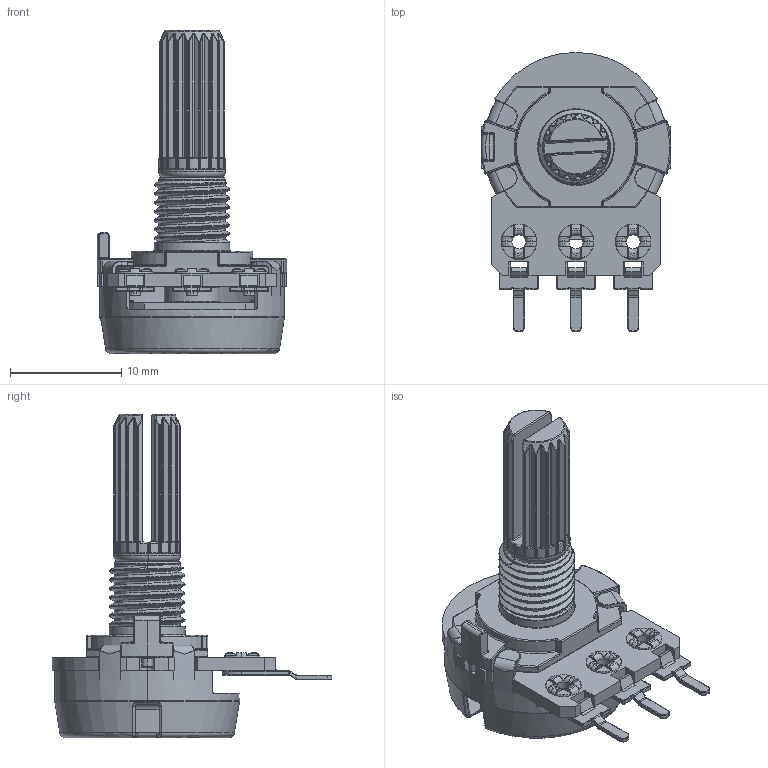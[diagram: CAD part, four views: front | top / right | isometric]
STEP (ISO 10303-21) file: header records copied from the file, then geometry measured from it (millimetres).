
FILE_DESCRIPTION (( 'STEP AP214' ), '1' );
FILE_NAME ('Assem1.STEP', '2015-12-26T05:20:20', ( '' ), ( '' ), 'SwSTEP 2.0', 'SolidWorks 2016', '' );
FILE_SCHEMA (( 'AUTOMOTIVE_DESIGN' ));
Length unit declared in the file: millimetre
Products named in the file (7): plastic base; pcb board; Assem1; base metal; pin; rotating rod metal; sheild metal
Assembly tree (8 placements, depth 2):
  Assem1
    pcb board
    base metal
    rotating rod metal
    pin  x3
    sheild metal
    plastic base
Bounding box: 17 x 25.05 x 29 mm (x, y, z)
Volume: 1479 mm3; surface area: 3655.3 mm2
Topology: 8 solids, 8 shells, 1619 faces, 3944 edges, 2271 vertices
Faces by surface type: cylinder 577, plane 342, torus 317, bspline 255, sphere 123, cone 5
Entity records: 50603 total; most frequent: CARTESIAN_POINT 21613, ORIENTED_EDGE 6132, DIRECTION 6085, EDGE_CURVE 3066, AXIS2_PLACEMENT_3D 2522, VERTEX_POINT 1795, CIRCLE 1405, EDGE_LOOP 1315
